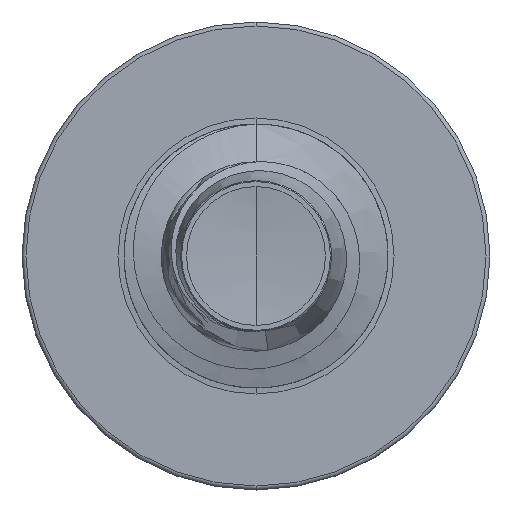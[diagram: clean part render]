
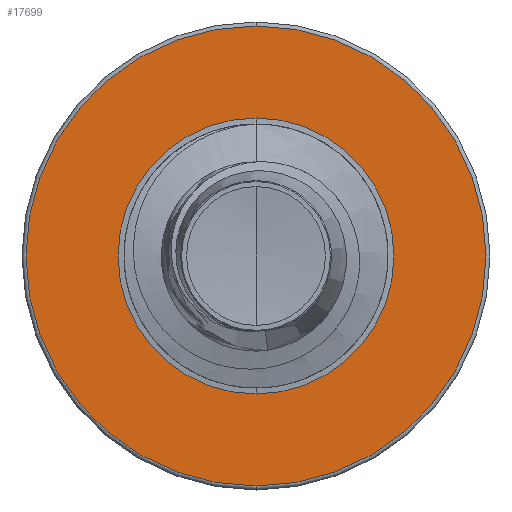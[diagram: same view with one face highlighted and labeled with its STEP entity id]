
A CAD part, front view. The second image highlights one B-rep face of the part: STEP entity #17699.
In plain terms, the highlighted planar face has unit normal (0, -1, 0).
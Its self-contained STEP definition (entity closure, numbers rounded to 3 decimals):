
#17 = EDGE_CURVE ( 'NONE', #2212, #12858, #8618, .T. ) ;
#212 = CARTESIAN_POINT ( 'NONE',  ( 0., 9., 1.15 ) ) ;
#260 = ORIENTED_EDGE ( 'NONE', *, *, #10200, .T. ) ;
#865 = AXIS2_PLACEMENT_3D ( 'NONE', #6646, #6590, #6571 ) ;
#1173 = ORIENTED_EDGE ( 'NONE', *, *, #17, .T. ) ;
#1421 = CARTESIAN_POINT ( 'NONE',  ( 0., 9., -1.15 ) ) ;
#2212 = VERTEX_POINT ( 'NONE', #1421 ) ;
#3883 = DIRECTION ( 'NONE',  ( 0., 1., 0. ) ) ;
#6571 = DIRECTION ( 'NONE',  ( 0., 0., 1. ) ) ;
#6590 = DIRECTION ( 'NONE',  ( 0., 1., 0. ) ) ;
#6646 = CARTESIAN_POINT ( 'NONE',  ( 0., 9., 0. ) ) ;
#7416 = DIRECTION ( 'NONE',  ( 0., 0., 1. ) ) ;
#7422 = DIRECTION ( 'NONE',  ( 0., 1., 0. ) ) ;
#7453 = CARTESIAN_POINT ( 'NONE',  ( 0., 9., 0. ) ) ;
#7670 = AXIS2_PLACEMENT_3D ( 'NONE', #7453, #7422, #7416 ) ;
#7688 = CARTESIAN_POINT ( 'NONE',  ( 0., 9., 1.917 ) ) ;
#8618 = CIRCLE ( 'NONE', #15321, 1.15 ) ;
#9981 = VERTEX_POINT ( 'NONE', #7688 ) ;
#10200 = EDGE_CURVE ( 'NONE', #12858, #2212, #16389, .T. ) ;
#10663 = AXIS2_PLACEMENT_3D ( 'NONE', #16850, #16837, #16835 ) ;
#11009 = CARTESIAN_POINT ( 'NONE',  ( 0., 9., -1.15 ) ) ;
#11031 = CARTESIAN_POINT ( 'NONE',  ( 0., 9., 0. ) ) ;
#11669 = DIRECTION ( 'NONE',  ( 0., 1., 0. ) ) ;
#12388 = ORIENTED_EDGE ( 'NONE', *, *, #12850, .F. ) ;
#12594 = DIRECTION ( 'NONE',  ( 0., 0., 1. ) ) ;
#12850 = EDGE_CURVE ( 'NONE', #9981, #13154, #13367, .T. ) ;
#12858 = VERTEX_POINT ( 'NONE', #212 ) ;
#13154 = VERTEX_POINT ( 'NONE', #16425 ) ;
#13193 = CIRCLE ( 'NONE', #7670, 1.917 ) ;
#13367 = CIRCLE ( 'NONE', #10663, 1.917 ) ;
#14600 = DIRECTION ( 'NONE',  ( 0., 0., 1. ) ) ;
#14786 = FACE_BOUND ( 'NONE', #17387, .T. ) ;
#14933 = EDGE_CURVE ( 'NONE', #13154, #9981, #13193, .T. ) ;
#15321 = AXIS2_PLACEMENT_3D ( 'NONE', #11031, #11669, #12594 ) ;
#16230 = ORIENTED_EDGE ( 'NONE', *, *, #14933, .F. ) ;
#16364 = EDGE_LOOP ( 'NONE', ( #12388, #16230 ) ) ;
#16389 = CIRCLE ( 'NONE', #865, 1.15 ) ;
#16425 = CARTESIAN_POINT ( 'NONE',  ( 0., 9., -1.917 ) ) ;
#16716 = FACE_OUTER_BOUND ( 'NONE', #16364, .T. ) ;
#16835 = DIRECTION ( 'NONE',  ( 0., 0., 1. ) ) ;
#16837 = DIRECTION ( 'NONE',  ( 0., 1., 0. ) ) ;
#16850 = CARTESIAN_POINT ( 'NONE',  ( 0., 9., 0. ) ) ;
#17121 = AXIS2_PLACEMENT_3D ( 'NONE', #11009, #3883, #14600 ) ;
#17387 = EDGE_LOOP ( 'NONE', ( #260, #1173 ) ) ;
#17627 = PLANE ( 'NONE',  #17121 ) ;
#17699 = ADVANCED_FACE ( 'NONE', ( #16716, #14786 ), #17627, .F. ) ;
